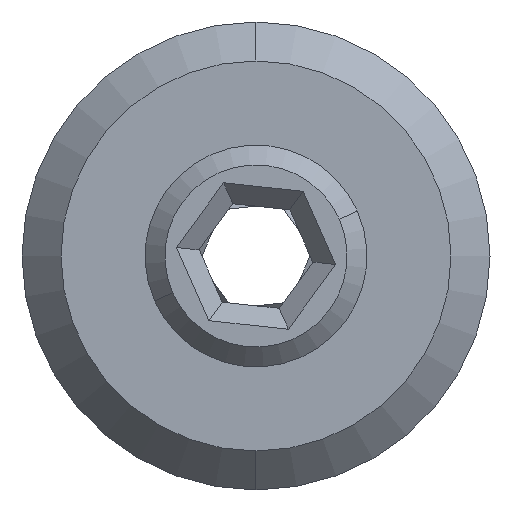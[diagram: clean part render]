
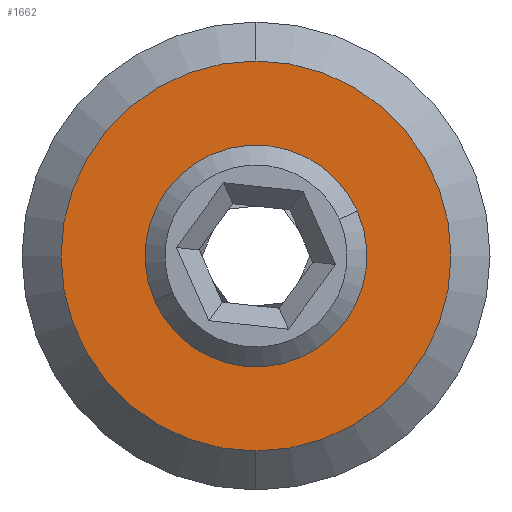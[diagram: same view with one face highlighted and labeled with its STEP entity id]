
A CAD part, left-side view. The second image highlights one B-rep face of the part: STEP entity #1662.
In plain terms, the highlighted planar face has unit normal (-1, 0, 0).
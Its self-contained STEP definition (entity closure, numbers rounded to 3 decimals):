
#81 = AXIS2_PLACEMENT_3D ( 'NONE', #1544, #1680, #1255 ) ;
#95 = CARTESIAN_POINT ( 'NONE',  ( -5.88, 1.665, 15.2 ) ) ;
#102 = DIRECTION ( 'NONE',  ( 1., 0., 0. ) ) ;
#107 = CARTESIAN_POINT ( 'NONE',  ( -5.88, 1.665, 12.7 ) ) ;
#131 = VERTEX_POINT ( 'NONE', #95 ) ;
#296 = ORIENTED_EDGE ( 'NONE', *, *, #1317, .T. ) ;
#350 = DIRECTION ( 'NONE',  ( 0., 0., -1. ) ) ;
#365 = EDGE_LOOP ( 'NONE', ( #1083, #454 ) ) ;
#377 = VERTEX_POINT ( 'NONE', #1475 ) ;
#454 = ORIENTED_EDGE ( 'NONE', *, *, #584, .T. ) ;
#490 = CARTESIAN_POINT ( 'NONE',  ( -5.88, 1.665, 12.7 ) ) ;
#548 = AXIS2_PLACEMENT_3D ( 'NONE', #107, #1522, #1406 ) ;
#584 = EDGE_CURVE ( 'NONE', #818, #377, #1456, .T. ) ;
#591 = CARTESIAN_POINT ( 'NONE',  ( -5.88, 1.665, 12.7 ) ) ;
#683 = CIRCLE ( 'NONE', #81, 2.5 ) ;
#799 = EDGE_LOOP ( 'NONE', ( #296, #1559 ) ) ;
#818 = VERTEX_POINT ( 'NONE', #1291 ) ;
#827 = CARTESIAN_POINT ( 'NONE',  ( -5.88, 1.665, 10.2 ) ) ;
#924 = EDGE_CURVE ( 'NONE', #377, #818, #1571, .T. ) ;
#941 = CIRCLE ( 'NONE', #1378, 2.5 ) ;
#1020 = AXIS2_PLACEMENT_3D ( 'NONE', #1498, #102, #1049 ) ;
#1049 = DIRECTION ( 'NONE',  ( 0., 0., -1. ) ) ;
#1083 = ORIENTED_EDGE ( 'NONE', *, *, #924, .T. ) ;
#1086 = EDGE_CURVE ( 'NONE', #131, #1805, #941, .T. ) ;
#1155 = DIRECTION ( 'NONE',  ( 0., 0., -1. ) ) ;
#1255 = DIRECTION ( 'NONE',  ( 0., 0., -1. ) ) ;
#1291 = CARTESIAN_POINT ( 'NONE',  ( -5.88, 1.665, 14.08 ) ) ;
#1317 = EDGE_CURVE ( 'NONE', #1805, #131, #683, .T. ) ;
#1353 = DIRECTION ( 'NONE',  ( 1., 0., 0. ) ) ;
#1378 = AXIS2_PLACEMENT_3D ( 'NONE', #591, #1595, #1155 ) ;
#1406 = DIRECTION ( 'NONE',  ( 0., 0., -1. ) ) ;
#1456 = CIRCLE ( 'NONE', #1020, 1.38 ) ;
#1475 = CARTESIAN_POINT ( 'NONE',  ( -5.88, 1.665, 11.32 ) ) ;
#1498 = CARTESIAN_POINT ( 'NONE',  ( -5.88, 1.665, 12.7 ) ) ;
#1522 = DIRECTION ( 'NONE',  ( 1., 0., 0. ) ) ;
#1544 = CARTESIAN_POINT ( 'NONE',  ( -5.88, 1.665, 12.7 ) ) ;
#1559 = ORIENTED_EDGE ( 'NONE', *, *, #1086, .T. ) ;
#1571 = CIRCLE ( 'NONE', #548, 1.38 ) ;
#1595 = DIRECTION ( 'NONE',  ( -1., 0., 0. ) ) ;
#1628 = PLANE ( 'NONE',  #1815 ) ;
#1662 = ADVANCED_FACE ( 'NONE', ( #1762, #1711 ), #1628, .F. ) ;
#1680 = DIRECTION ( 'NONE',  ( -1., 0., 0. ) ) ;
#1711 = FACE_OUTER_BOUND ( 'NONE', #799, .T. ) ;
#1762 = FACE_BOUND ( 'NONE', #365, .T. ) ;
#1805 = VERTEX_POINT ( 'NONE', #827 ) ;
#1815 = AXIS2_PLACEMENT_3D ( 'NONE', #490, #1353, #350 ) ;
